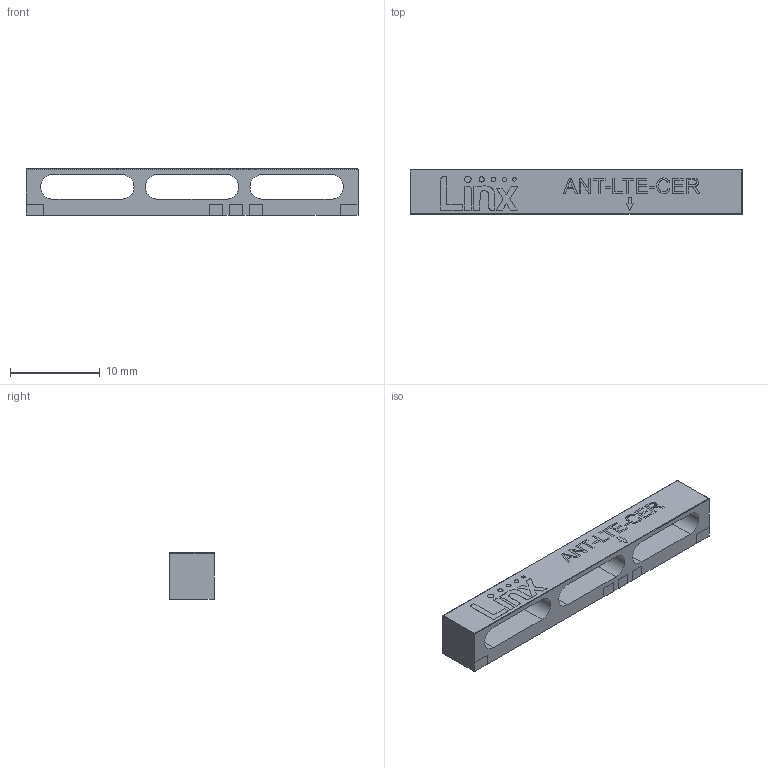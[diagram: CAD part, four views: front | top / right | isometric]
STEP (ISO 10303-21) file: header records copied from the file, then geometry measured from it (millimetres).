
FILE_DESCRIPTION(/* description */ (''),/* implementation_level */ '2;1');
FILE_NAME(/* name */ 'Linx - ANT-LTE-CER-T.step',/* time_stamp */ '2019-12-08T21:58:38+00:00',/* author */ (''),/* organization */ (''),/* preprocessor_version */ 'ST-DEVELOPER v18',/* originating_system */ 'Autodesk Translation Framework v8.12.0.6',/* authorisation */ '');
FILE_SCHEMA (('AUTOMOTIVE_DESIGN { 1 0 10303 214 3 1 1 }'));
Length unit declared in the file: millimetre
Products named in the file (1): Linx - ANT-LTE-CER-T
Bounding box: 37 x 5 x 5.16 mm (x, y, z)
Volume: 544.8 mm3; surface area: 997 mm2
Topology: 1 solids, 1 shells, 264 faces, 713 edges, 474 vertices
Faces by surface type: plane 182, bspline 67, cylinder 15
Full cylindrical faces by diameter (mm): 0.374 x1, 0.488 x1, 0.511 x1, 0.583 x1, 0.722 x1
Entity records: 8812 total; most frequent: CARTESIAN_POINT 2475, ORIENTED_EDGE 1426, DIRECTION 1001, EDGE_CURVE 713, LINE 553, VECTOR 553, VERTEX_POINT 474, EDGE_LOOP 293
